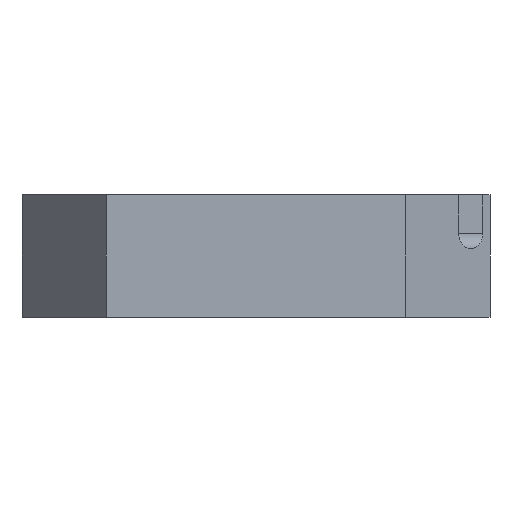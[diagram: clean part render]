
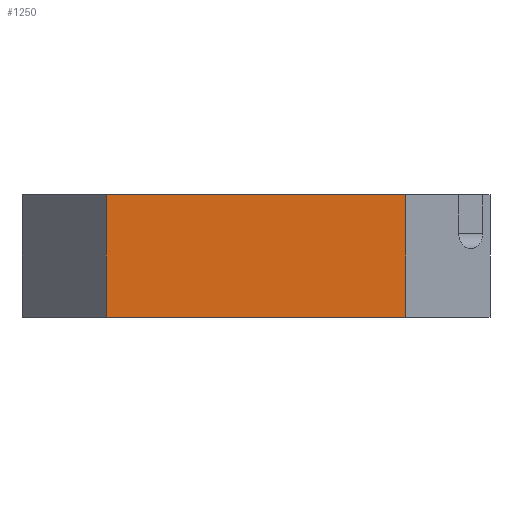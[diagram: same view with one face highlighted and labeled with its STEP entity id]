
A CAD part, front view. The second image highlights one B-rep face of the part: STEP entity #1250.
In plain terms, the highlighted planar face has unit normal (0, -1, 0).
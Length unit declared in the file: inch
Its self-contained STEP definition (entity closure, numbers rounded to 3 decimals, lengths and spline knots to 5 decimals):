
#51 = EDGE_CURVE ( 'NONE', #403, #626, #256, .T. ) ;
#60 = DIRECTION ( 'NONE',  ( 1., 0., 0. ) ) ;
#85 = CARTESIAN_POINT ( 'NONE',  ( 0.8875, -0.88287, 0.725 ) ) ;
#174 = CARTESIAN_POINT ( 'NONE',  ( -0.8875, -0.88287, 0.725 ) ) ;
#184 = VERTEX_POINT ( 'NONE', #785 ) ;
#185 = DIRECTION ( 'NONE',  ( 0., 0., -1. ) ) ;
#186 = DIRECTION ( 'NONE',  ( 0., 0., -1. ) ) ;
#195 = VERTEX_POINT ( 'NONE', #1111 ) ;
#203 = VECTOR ( 'NONE', #185, 39.37008 ) ;
#207 = VECTOR ( 'NONE', #733, 39.37008 ) ;
#215 = LINE ( 'NONE', #631, #203 ) ;
#253 = CARTESIAN_POINT ( 'NONE',  ( 0.8875, -0.88287, 0. ) ) ;
#256 = LINE ( 'NONE', #314, #207 ) ;
#276 = EDGE_LOOP ( 'NONE', ( #731, #565, #840, #982 ) ) ;
#314 = CARTESIAN_POINT ( 'NONE',  ( 0.8875, -0.88287, 0.725 ) ) ;
#382 = DIRECTION ( 'NONE',  ( 0., -1., 0. ) ) ;
#403 = VERTEX_POINT ( 'NONE', #253 ) ;
#407 = LINE ( 'NONE', #174, #1246 ) ;
#462 = CARTESIAN_POINT ( 'NONE',  ( -0.8875, -0.88287, 0. ) ) ;
#526 = EDGE_CURVE ( 'NONE', #195, #403, #800, .T. ) ;
#565 = ORIENTED_EDGE ( 'NONE', *, *, #526, .T. ) ;
#573 = VECTOR ( 'NONE', #60, 39.37008 ) ;
#626 = VERTEX_POINT ( 'NONE', #85 ) ;
#631 = CARTESIAN_POINT ( 'NONE',  ( -0.8875, -0.88287, 0.725 ) ) ;
#695 = EDGE_CURVE ( 'NONE', #184, #195, #215, .T. ) ;
#731 = ORIENTED_EDGE ( 'NONE', *, *, #695, .T. ) ;
#733 = DIRECTION ( 'NONE',  ( 0., 0., 1. ) ) ;
#785 = CARTESIAN_POINT ( 'NONE',  ( -0.8875, -0.88287, 0.725 ) ) ;
#800 = LINE ( 'NONE', #462, #573 ) ;
#840 = ORIENTED_EDGE ( 'NONE', *, *, #51, .T. ) ;
#917 = FACE_OUTER_BOUND ( 'NONE', #276, .T. ) ;
#964 = AXIS2_PLACEMENT_3D ( 'NONE', #1331, #382, #186 ) ;
#982 = ORIENTED_EDGE ( 'NONE', *, *, #1196, .T. ) ;
#1111 = CARTESIAN_POINT ( 'NONE',  ( -0.8875, -0.88287, 0. ) ) ;
#1129 = PLANE ( 'NONE',  #964 ) ;
#1196 = EDGE_CURVE ( 'NONE', #626, #184, #407, .T. ) ;
#1246 = VECTOR ( 'NONE', #1340, 39.37008 ) ;
#1250 = ADVANCED_FACE ( 'NONE', ( #917 ), #1129, .T. ) ;
#1331 = CARTESIAN_POINT ( 'NONE',  ( 0., -0.88287, 0. ) ) ;
#1340 = DIRECTION ( 'NONE',  ( -1., 0., 0. ) ) ;
